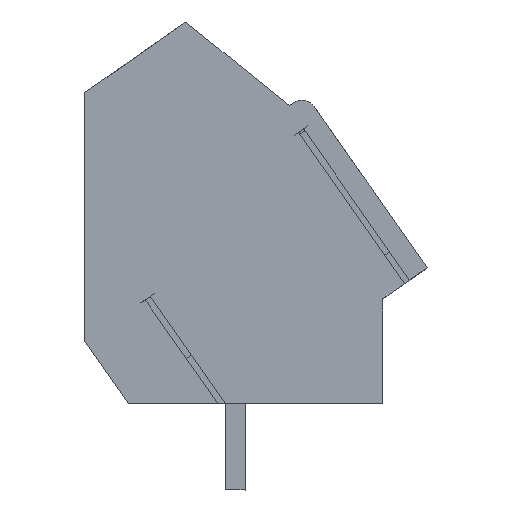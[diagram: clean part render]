
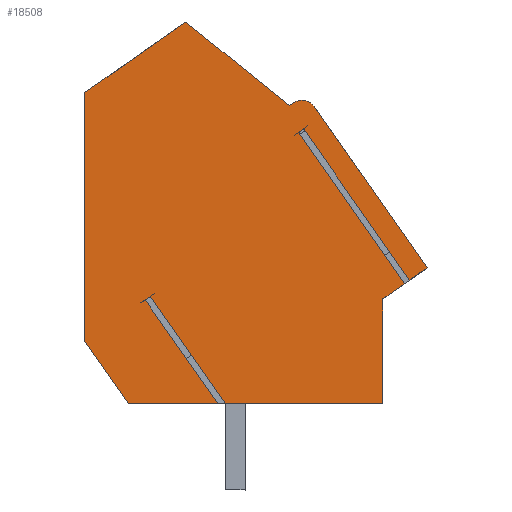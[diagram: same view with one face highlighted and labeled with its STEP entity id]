
A CAD part, left-side view. The second image highlights one B-rep face of the part: STEP entity #18508.
In plain terms, the highlighted planar face has unit normal (-1, 0, 0).
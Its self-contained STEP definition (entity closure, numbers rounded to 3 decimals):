
#17135=AXIS2_PLACEMENT_3D('Circle Axis2P3D',#17133,#17134,$) ;
#18448=AXIS2_PLACEMENT_3D('Plane Axis2P3D',#18445,#18446,#18447) ;
#16787=CARTESIAN_POINT('Vertex',(0.,1.8,3.5)) ;
#16790=CARTESIAN_POINT('Line Origine',(0.,4.996,3.5)) ;
#16794=CARTESIAN_POINT('Vertex',(0.,8.192,3.5)) ;
#16815=CARTESIAN_POINT('Vertex',(0.,8.496,3.5)) ;
#16818=CARTESIAN_POINT('Line Origine',(0.,10.312,3.5)) ;
#16822=CARTESIAN_POINT('Vertex',(0.,12.128,3.5)) ;
#16909=CARTESIAN_POINT('Line Origine',(0.,13.014,4.765)) ;
#16913=CARTESIAN_POINT('Vertex',(0.,13.9,6.03)) ;
#16933=CARTESIAN_POINT('Line Origine',(0.,13.9,11.081)) ;
#16937=CARTESIAN_POINT('Vertex',(0.,13.9,16.132)) ;
#17025=CARTESIAN_POINT('Line Origine',(0.,11.852,17.566)) ;
#17029=CARTESIAN_POINT('Vertex',(0.,9.804,19.)) ;
#17085=CARTESIAN_POINT('Line Origine',(0.,7.696,17.302)) ;
#17089=CARTESIAN_POINT('Vertex',(0.,5.588,15.604)) ;
#17109=CARTESIAN_POINT('Line Origine',(0.,5.506,15.662)) ;
#17113=CARTESIAN_POINT('Vertex',(0.,5.424,15.719)) ;
#17133=CARTESIAN_POINT('Axis2P3D Location',(0.,5.08,15.227)) ;
#17137=CARTESIAN_POINT('Vertex',(0.,4.589,15.572)) ;
#17157=CARTESIAN_POINT('Line Origine',(0.,2.294,12.295)) ;
#17161=CARTESIAN_POINT('Vertex',(0.,0.,9.018)) ;
#17249=CARTESIAN_POINT('Line Origine',(0.,0.358,8.767)) ;
#17253=CARTESIAN_POINT('Vertex',(0.,0.717,8.516)) ;
#17274=CARTESIAN_POINT('Vertex',(0.,0.921,8.373)) ;
#17277=CARTESIAN_POINT('Line Origine',(0.,1.361,8.066)) ;
#17281=CARTESIAN_POINT('Vertex',(0.,1.8,7.758)) ;
#18433=CARTESIAN_POINT('Line Origine',(0.,1.8,5.629)) ;
#18445=CARTESIAN_POINT('Axis2P3D Location',(0.,13.9,0.)) ;
#18450=CARTESIAN_POINT('Line Origine',(0.,9.972,5.608)) ;
#18454=CARTESIAN_POINT('Vertex',(0.,11.448,7.716)) ;
#18457=CARTESIAN_POINT('Line Origine',(0.,11.346,7.788)) ;
#18461=CARTESIAN_POINT('Vertex',(0.,11.244,7.859)) ;
#18464=CARTESIAN_POINT('Line Origine',(0.,9.718,5.68)) ;
#18469=CARTESIAN_POINT('Line Origine',(0.,3.072,11.445)) ;
#18473=CARTESIAN_POINT('Vertex',(0.,5.223,14.517)) ;
#18476=CARTESIAN_POINT('Line Origine',(0.,5.121,14.588)) ;
#18480=CARTESIAN_POINT('Vertex',(0.,5.019,14.66)) ;
#18483=CARTESIAN_POINT('Line Origine',(0.,2.868,11.588)) ;
#16791=DIRECTION('Vector Direction',(0.,1.,0.)) ;
#16819=DIRECTION('Vector Direction',(0.,1.,0.)) ;
#16910=DIRECTION('Vector Direction',(0.,0.574,0.819)) ;
#16934=DIRECTION('Vector Direction',(0.,0.,1.)) ;
#17026=DIRECTION('Vector Direction',(0.,-0.819,0.574)) ;
#17086=DIRECTION('Vector Direction',(0.,-0.779,-0.627)) ;
#17110=DIRECTION('Vector Direction',(0.,-0.819,0.574)) ;
#17134=DIRECTION('Axis2P3D Direction',(-1.,0.,0.)) ;
#17158=DIRECTION('Vector Direction',(0.,-0.574,-0.819)) ;
#17250=DIRECTION('Vector Direction',(0.,0.819,-0.574)) ;
#17278=DIRECTION('Vector Direction',(0.,0.819,-0.574)) ;
#18434=DIRECTION('Vector Direction',(0.,0.,-1.)) ;
#18446=DIRECTION('Axis2P3D Direction',(-1.,0.,0.)) ;
#18447=DIRECTION('Axis2P3D XDirection',(0.,-1.,0.)) ;
#18451=DIRECTION('Vector Direction',(0.,-0.574,-0.819)) ;
#18458=DIRECTION('Vector Direction',(0.,0.819,-0.574)) ;
#18465=DIRECTION('Vector Direction',(0.,-0.574,-0.819)) ;
#18470=DIRECTION('Vector Direction',(0.,-0.574,-0.819)) ;
#18477=DIRECTION('Vector Direction',(0.,0.819,-0.574)) ;
#18484=DIRECTION('Vector Direction',(0.,-0.574,-0.819)) ;
#16792=VECTOR('Line Direction',#16791,1.) ;
#16820=VECTOR('Line Direction',#16819,1.) ;
#16911=VECTOR('Line Direction',#16910,1.) ;
#16935=VECTOR('Line Direction',#16934,1.) ;
#17027=VECTOR('Line Direction',#17026,1.) ;
#17087=VECTOR('Line Direction',#17086,1.) ;
#17111=VECTOR('Line Direction',#17110,1.) ;
#17159=VECTOR('Line Direction',#17158,1.) ;
#17251=VECTOR('Line Direction',#17250,1.) ;
#17279=VECTOR('Line Direction',#17278,1.) ;
#18435=VECTOR('Line Direction',#18434,1.) ;
#18452=VECTOR('Line Direction',#18451,1.) ;
#18459=VECTOR('Line Direction',#18458,1.) ;
#18466=VECTOR('Line Direction',#18465,1.) ;
#18471=VECTOR('Line Direction',#18470,1.) ;
#18478=VECTOR('Line Direction',#18477,1.) ;
#18485=VECTOR('Line Direction',#18484,1.) ;
#18489=ORIENTED_EDGE('',*,*,#17255,.T.) ;
#18490=ORIENTED_EDGE('',*,*,#17163,.T.) ;
#18491=ORIENTED_EDGE('',*,*,#17139,.T.) ;
#18492=ORIENTED_EDGE('',*,*,#17115,.T.) ;
#18493=ORIENTED_EDGE('',*,*,#17091,.T.) ;
#18494=ORIENTED_EDGE('',*,*,#17031,.T.) ;
#18495=ORIENTED_EDGE('',*,*,#16939,.T.) ;
#18496=ORIENTED_EDGE('',*,*,#16915,.T.) ;
#18497=ORIENTED_EDGE('',*,*,#16824,.T.) ;
#18498=ORIENTED_EDGE('',*,*,#18456,.F.) ;
#18499=ORIENTED_EDGE('',*,*,#18463,.F.) ;
#18500=ORIENTED_EDGE('',*,*,#18468,.T.) ;
#18501=ORIENTED_EDGE('',*,*,#16796,.T.) ;
#18502=ORIENTED_EDGE('',*,*,#18437,.T.) ;
#18503=ORIENTED_EDGE('',*,*,#17283,.T.) ;
#18504=ORIENTED_EDGE('',*,*,#18475,.F.) ;
#18505=ORIENTED_EDGE('',*,*,#18482,.F.) ;
#18506=ORIENTED_EDGE('',*,*,#18487,.T.) ;
#18508=ADVANCED_FACE('HOUSING',(#18507),#18449,.T.) ;
#17136=CIRCLE('generated circle',#17135,0.6) ;
#16796=EDGE_CURVE('',#16795,#16788,#16793,.F.) ;
#16824=EDGE_CURVE('',#16823,#16816,#16821,.F.) ;
#16915=EDGE_CURVE('',#16914,#16823,#16912,.F.) ;
#16939=EDGE_CURVE('',#16938,#16914,#16936,.F.) ;
#17031=EDGE_CURVE('',#17030,#16938,#17028,.F.) ;
#17091=EDGE_CURVE('',#17090,#17030,#17088,.F.) ;
#17115=EDGE_CURVE('',#17114,#17090,#17112,.F.) ;
#17139=EDGE_CURVE('',#17138,#17114,#17136,.T.) ;
#17163=EDGE_CURVE('',#17162,#17138,#17160,.F.) ;
#17255=EDGE_CURVE('',#17254,#17162,#17252,.F.) ;
#17283=EDGE_CURVE('',#17282,#17275,#17280,.F.) ;
#18437=EDGE_CURVE('',#16788,#17282,#18436,.F.) ;
#18456=EDGE_CURVE('',#18455,#16816,#18453,.T.) ;
#18463=EDGE_CURVE('',#18462,#18455,#18460,.T.) ;
#18468=EDGE_CURVE('',#18462,#16795,#18467,.T.) ;
#18475=EDGE_CURVE('',#18474,#17275,#18472,.T.) ;
#18482=EDGE_CURVE('',#18481,#18474,#18479,.T.) ;
#18487=EDGE_CURVE('',#18481,#17254,#18486,.T.) ;
#18488=EDGE_LOOP('',(#18489,#18490,#18491,#18492,#18493,#18494,#18495,#18496,#18497,#18498,#18499,#18500,#18501,#18502,#18503,#18504,#18505,#18506)) ;
#18507=FACE_OUTER_BOUND('',#18488,.T.) ;
#16793=LINE('Line',#16790,#16792) ;
#16821=LINE('Line',#16818,#16820) ;
#16912=LINE('Line',#16909,#16911) ;
#16936=LINE('Line',#16933,#16935) ;
#17028=LINE('Line',#17025,#17027) ;
#17088=LINE('Line',#17085,#17087) ;
#17112=LINE('Line',#17109,#17111) ;
#17160=LINE('Line',#17157,#17159) ;
#17252=LINE('Line',#17249,#17251) ;
#17280=LINE('Line',#17277,#17279) ;
#18436=LINE('Line',#18433,#18435) ;
#18453=LINE('Line',#18450,#18452) ;
#18460=LINE('Line',#18457,#18459) ;
#18467=LINE('Line',#18464,#18466) ;
#18472=LINE('Line',#18469,#18471) ;
#18479=LINE('Line',#18476,#18478) ;
#18486=LINE('Line',#18483,#18485) ;
#18449=PLANE('',#18448) ;
#16788=VERTEX_POINT('',#16787) ;
#16795=VERTEX_POINT('',#16794) ;
#16816=VERTEX_POINT('',#16815) ;
#16823=VERTEX_POINT('',#16822) ;
#16914=VERTEX_POINT('',#16913) ;
#16938=VERTEX_POINT('',#16937) ;
#17030=VERTEX_POINT('',#17029) ;
#17090=VERTEX_POINT('',#17089) ;
#17114=VERTEX_POINT('',#17113) ;
#17138=VERTEX_POINT('',#17137) ;
#17162=VERTEX_POINT('',#17161) ;
#17254=VERTEX_POINT('',#17253) ;
#17275=VERTEX_POINT('',#17274) ;
#17282=VERTEX_POINT('',#17281) ;
#18455=VERTEX_POINT('',#18454) ;
#18462=VERTEX_POINT('',#18461) ;
#18474=VERTEX_POINT('',#18473) ;
#18481=VERTEX_POINT('',#18480) ;
